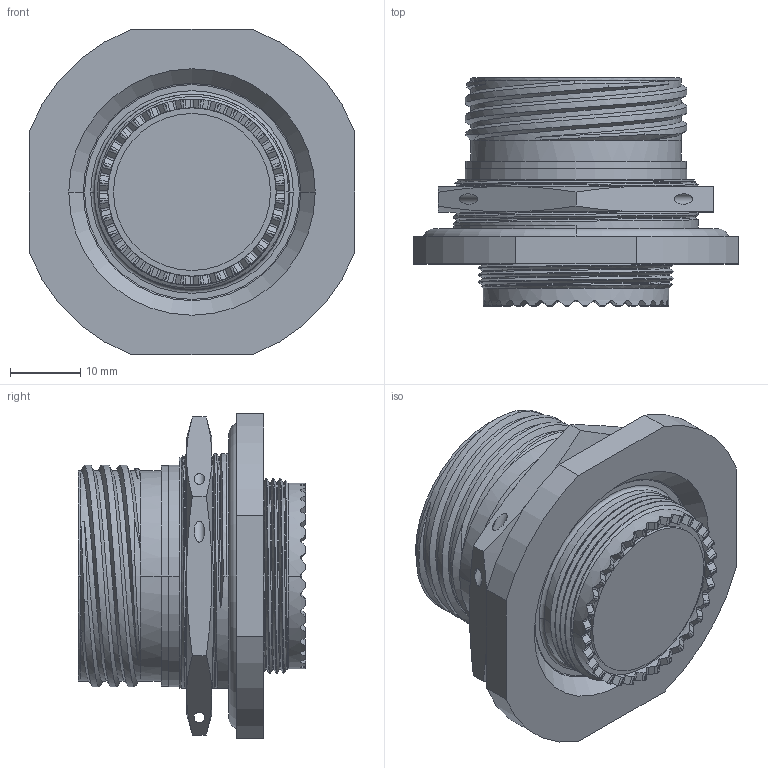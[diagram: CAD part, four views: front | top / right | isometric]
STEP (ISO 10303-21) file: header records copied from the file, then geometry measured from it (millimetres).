
FILE_DESCRIPTION((''),'2;1');
FILE_NAME('8D-05-19-24','2009-07-09T',('dpnair'),('FCI INTERCONNECT'),'PRO/ENGINEER BY PARAMETRIC TECHNOLOGY CORPORATION, 2005310','PRO/ENGINEER BY PARAMETRIC TECHNOLOGY CORPORATION, 2005310','');
FILE_SCHEMA(('CONFIG_CONTROL_DESIGN'));
Length unit declared in the file: millimetre
Products named in the file (1): 8D-05-19-24
Bounding box: 46.4 x 32.5 x 46.4 mm (x, y, z)
Volume: 28248.5 mm3; surface area: 11481.3 mm2
Topology: 2 solids, 2 shells, 354 faces, 1012 edges, 662 vertices
Faces by surface type: cylinder 147, plane 129, bspline 42, cone 20, torus 16
Entity records: 19744 total; most frequent: CARTESIAN_POINT 11506, ORIENTED_EDGE 2024, DIRECTION 1246, EDGE_CURVE 1012, VERTEX_POINT 662, B_SPLINE_CURVE_WITH_KNOTS 542, AXIS2_PLACEMENT_3D 464, EDGE_LOOP 372
